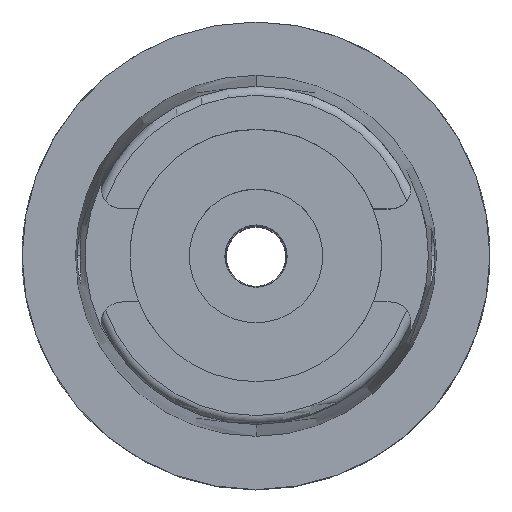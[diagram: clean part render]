
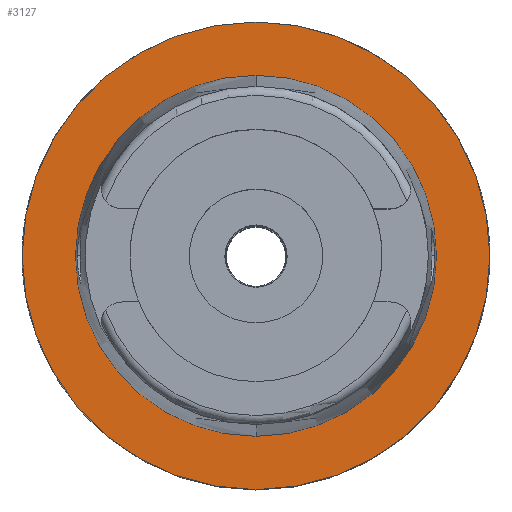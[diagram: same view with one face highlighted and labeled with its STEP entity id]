
A CAD part, top view. The second image highlights one B-rep face of the part: STEP entity #3127.
In plain terms, the highlighted planar face has unit normal (0, 0, 1).
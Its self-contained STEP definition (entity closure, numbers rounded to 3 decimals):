
#661=CARTESIAN_POINT('',(0.,0.,0.));
#662=DIRECTION('',(0.,0.,-1.));
#663=DIRECTION('',(0.,-1.,0.));
#664=AXIS2_PLACEMENT_3D('',#661,#662,#663);
#669=CARTESIAN_POINT('',(0.,0.,0.));
#670=DIRECTION('',(0.,0.,-1.));
#671=DIRECTION('',(0.,1.,0.));
#672=AXIS2_PLACEMENT_3D('',#669,#670,#671);
#677=CARTESIAN_POINT('',(0.,0.,0.));
#678=DIRECTION('',(0.,0.,1.));
#679=DIRECTION('',(0.,-1.,0.));
#680=AXIS2_PLACEMENT_3D('',#677,#678,#679);
#685=CARTESIAN_POINT('',(0.,0.,0.));
#686=DIRECTION('',(0.,0.,1.));
#687=DIRECTION('',(0.,1.,0.));
#688=AXIS2_PLACEMENT_3D('',#685,#686,#687);
#2451=CARTESIAN_POINT('',(0.,-24.315,0.));
#2452=VERTEX_POINT('',#2451);
#2453=CARTESIAN_POINT('',(0.,24.315,0.));
#2454=VERTEX_POINT('',#2453);
#2713=CARTESIAN_POINT('',(0.,31.5,0.));
#2714=VERTEX_POINT('',#2713);
#2715=CARTESIAN_POINT('',(0.,-31.5,0.));
#2716=VERTEX_POINT('',#2715);
#3112=CARTESIAN_POINT('',(0.,0.,0.));
#3113=DIRECTION('',(0.,0.,1.));
#3114=DIRECTION('',(0.,1.,0.));
#3115=AXIS2_PLACEMENT_3D('',#3112,#3113,#3114);
#3116=PLANE('',#3115);
#3118=ORIENTED_EDGE('',*,*,#3117,.T.);
#3120=ORIENTED_EDGE('',*,*,#3119,.T.);
#3121=EDGE_LOOP('',(#3118,#3120));
#3122=FACE_OUTER_BOUND('',#3121,.F.);
#3123=ORIENTED_EDGE('',*,*,#3085,.T.);
#3124=ORIENTED_EDGE('',*,*,#3047,.T.);
#3125=EDGE_LOOP('',(#3123,#3124));
#3126=FACE_BOUND('',#3125,.F.);
#665=CIRCLE('',#664,31.5);
#673=CIRCLE('',#672,31.5);
#681=CIRCLE('',#680,24.315);
#689=CIRCLE('',#688,24.315);
#3047=EDGE_CURVE('',#2454,#2452,#689,.T.);
#3085=EDGE_CURVE('',#2452,#2454,#681,.T.);
#3117=EDGE_CURVE('',#2716,#2714,#665,.T.);
#3119=EDGE_CURVE('',#2714,#2716,#673,.T.);
#3127=ADVANCED_FACE('',(#3122,#3126),#3116,.T.);
